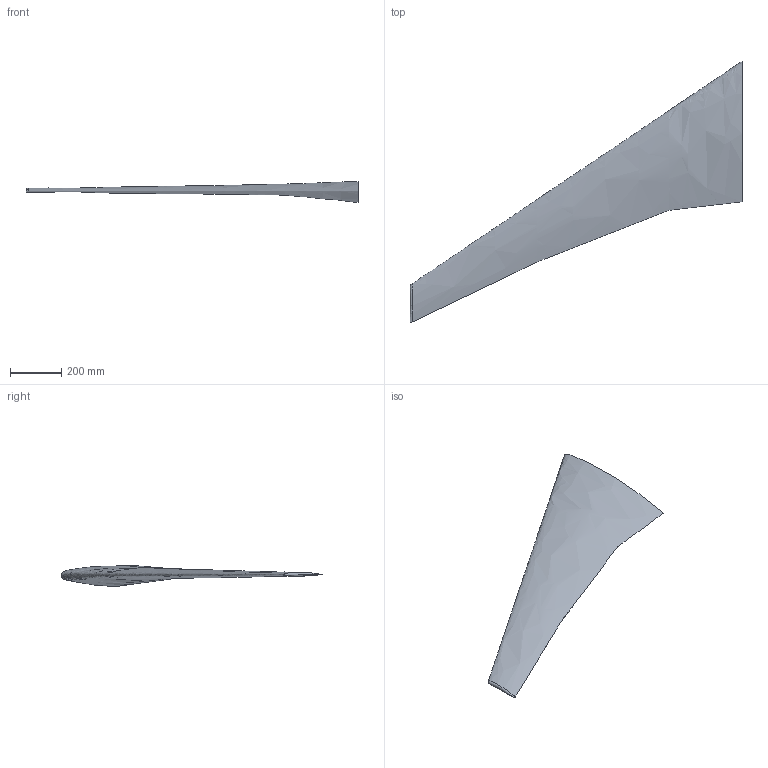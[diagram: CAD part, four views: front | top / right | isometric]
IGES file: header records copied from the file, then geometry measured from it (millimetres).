
Start section: --------------------------------------------------------------
Global section: file name: braunETW3.IGS; native system: KHBsProgs; author: Karl-Heinz Brakhage; organization: IGPM RWTH-Aachen; date: 050606.131600; units: millimetre
Bounding box: 1293.92 x 1018.75 x 81.24 mm (x, y, z)
Surface area: 803416.2 mm2 (no closed solid volume)
Topology: 0 solids, 0 shells, 2 faces, 8 edges, 6 vertices
Faces by surface type: bspline 2
